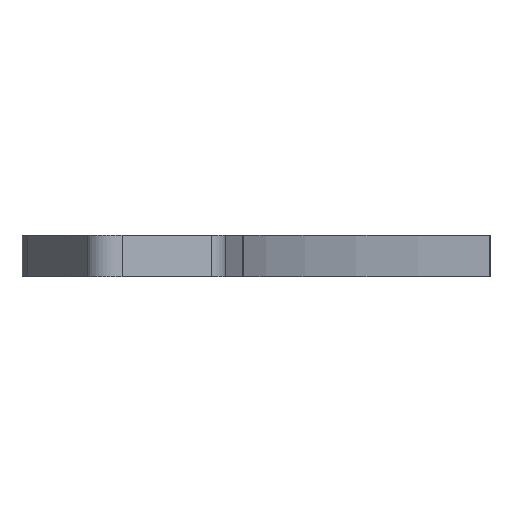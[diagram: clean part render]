
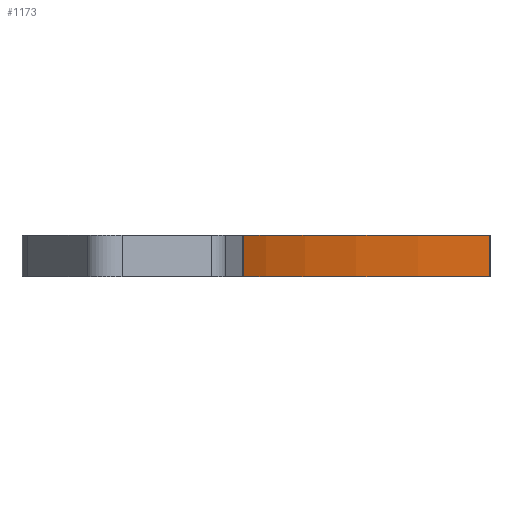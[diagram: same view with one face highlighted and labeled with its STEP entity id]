
A CAD part, front view. The second image highlights one B-rep face of the part: STEP entity #1173.
In plain terms, the highlighted cylindrical face has radius 114.446 mm (diameter 228.893 mm), a partial arc.
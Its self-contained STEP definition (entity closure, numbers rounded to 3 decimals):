
#95=CIRCLE('',#1304,114.446);
#96=CIRCLE('',#1305,114.446);
#128=CYLINDRICAL_SURFACE('',#1303,114.446);
#182=FACE_OUTER_BOUND('',#240,.T.);
#240=EDGE_LOOP('',(#966,#967,#968,#969));
#364=LINE('',#1976,#470);
#365=LINE('',#1982,#471);
#470=VECTOR('',#1633,10.);
#471=VECTOR('',#1640,10.);
#582=VERTEX_POINT('',#1972);
#583=VERTEX_POINT('',#1974);
#584=VERTEX_POINT('',#1978);
#585=VERTEX_POINT('',#1980);
#746=EDGE_CURVE('',#582,#583,#364,.T.);
#747=EDGE_CURVE('',#584,#582,#95,.T.);
#748=EDGE_CURVE('',#585,#583,#96,.T.);
#749=EDGE_CURVE('',#584,#585,#365,.T.);
#966=ORIENTED_EDGE('',*,*,#747,.T.);
#967=ORIENTED_EDGE('',*,*,#746,.T.);
#968=ORIENTED_EDGE('',*,*,#748,.F.);
#969=ORIENTED_EDGE('',*,*,#749,.F.);
#1173=ADVANCED_FACE('',(#182),#128,.F.);
#1303=AXIS2_PLACEMENT_3D('',#1977,#1634,#1635);
#1304=AXIS2_PLACEMENT_3D('',#1979,#1636,#1637);
#1305=AXIS2_PLACEMENT_3D('',#1981,#1638,#1639);
#1633=DIRECTION('',(0.,0.,-1.));
#1634=DIRECTION('center_axis',(0.,0.,-1.));
#1635=DIRECTION('ref_axis',(-0.72,0.694,0.));
#1636=DIRECTION('center_axis',(0.,0.,1.));
#1637=DIRECTION('ref_axis',(-0.72,0.694,0.));
#1638=DIRECTION('center_axis',(0.,0.,1.));
#1639=DIRECTION('ref_axis',(-0.72,0.694,0.));
#1640=DIRECTION('',(0.,0.,-1.));
#1972=CARTESIAN_POINT('',(50.447,19.835,10.));
#1974=CARTESIAN_POINT('',(50.447,19.835,5.));
#1976=CARTESIAN_POINT('',(50.447,19.835,10.));
#1977=CARTESIAN_POINT('Origin',(164.642,12.255,10.));
#1978=CARTESIAN_POINT('',(82.295,91.734,10.));
#1979=CARTESIAN_POINT('Origin',(164.642,12.255,10.));
#1980=CARTESIAN_POINT('',(82.295,91.734,5.));
#1981=CARTESIAN_POINT('Origin',(164.642,12.255,5.));
#1982=CARTESIAN_POINT('',(82.295,91.734,10.));
